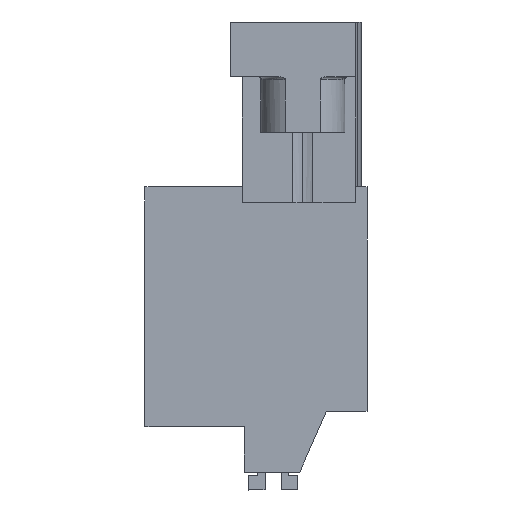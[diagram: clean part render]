
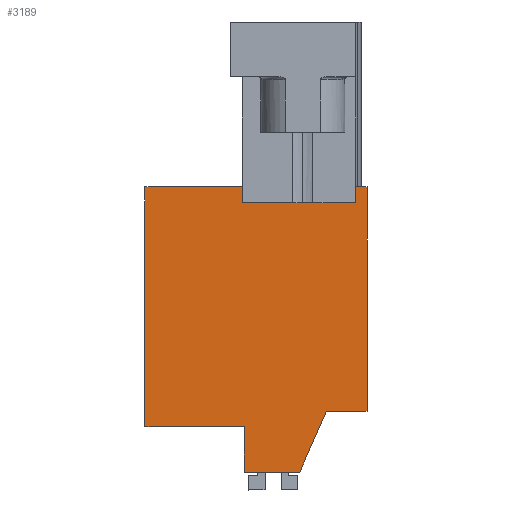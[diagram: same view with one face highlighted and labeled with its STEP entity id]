
A CAD part, left-side view. The second image highlights one B-rep face of the part: STEP entity #3189.
In plain terms, the highlighted planar face has unit normal (-1, 0, 0).
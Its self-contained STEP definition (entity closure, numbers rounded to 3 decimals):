
#3114=AXIS2_PLACEMENT_3D('Plane Axis2P3D',#3111,#3112,#3113) ;
#403=CARTESIAN_POINT('Vertex',(5.,0.,5.043)) ;
#406=CARTESIAN_POINT('Line Origine',(5.,1.3,5.043)) ;
#410=CARTESIAN_POINT('Vertex',(5.,2.6,5.043)) ;
#1191=CARTESIAN_POINT('Vertex',(5.,7.85,4.043)) ;
#1462=CARTESIAN_POINT('Vertex',(5.,7.85,1.143)) ;
#1465=CARTESIAN_POINT('Line Origine',(5.,7.85,2.593)) ;
#2450=CARTESIAN_POINT('Vertex',(5.,0.,19.383)) ;
#2453=CARTESIAN_POINT('Line Origine',(5.,0.,12.213)) ;
#3111=CARTESIAN_POINT('Axis2P3D Location',(5.,6.8,19.383)) ;
#3116=CARTESIAN_POINT('Line Origine',(5.,11.084,19.383)) ;
#3120=CARTESIAN_POINT('Vertex',(5.,7.968,19.383)) ;
#3122=CARTESIAN_POINT('Vertex',(5.,14.2,19.383)) ;
#3125=CARTESIAN_POINT('Line Origine',(5.,14.2,11.713)) ;
#3129=CARTESIAN_POINT('Vertex',(5.,14.2,4.043)) ;
#3132=CARTESIAN_POINT('Line Origine',(5.,11.025,4.043)) ;
#3137=CARTESIAN_POINT('Line Origine',(5.,6.075,1.143)) ;
#3141=CARTESIAN_POINT('Vertex',(5.,4.3,1.143)) ;
#3144=CARTESIAN_POINT('Line Origine',(5.,3.45,3.093)) ;
#3149=CARTESIAN_POINT('Line Origine',(5.,0.361,19.383)) ;
#3153=CARTESIAN_POINT('Vertex',(5.,0.723,19.383)) ;
#3156=CARTESIAN_POINT('Line Origine',(5.,0.723,18.883)) ;
#3160=CARTESIAN_POINT('Vertex',(5.,0.723,18.383)) ;
#3163=CARTESIAN_POINT('Line Origine',(5.,4.345,18.383)) ;
#3167=CARTESIAN_POINT('Vertex',(5.,7.968,18.383)) ;
#3170=CARTESIAN_POINT('Line Origine',(5.,7.968,18.883)) ;
#407=DIRECTION('Vector Direction',(0.,-1.,0.)) ;
#1466=DIRECTION('Vector Direction',(0.,0.,-1.)) ;
#2454=DIRECTION('Vector Direction',(0.,0.,1.)) ;
#3112=DIRECTION('Axis2P3D Direction',(-1.,0.,0.)) ;
#3113=DIRECTION('Axis2P3D XDirection',(0.,1.,0.)) ;
#3117=DIRECTION('Vector Direction',(0.,1.,0.)) ;
#3126=DIRECTION('Vector Direction',(0.,0.,-1.)) ;
#3133=DIRECTION('Vector Direction',(0.,-1.,0.)) ;
#3138=DIRECTION('Vector Direction',(0.,-1.,0.)) ;
#3145=DIRECTION('Vector Direction',(0.,-0.4,0.917)) ;
#3150=DIRECTION('Vector Direction',(0.,1.,0.)) ;
#3157=DIRECTION('Vector Direction',(0.,0.,-1.)) ;
#3164=DIRECTION('Vector Direction',(0.,-1.,0.)) ;
#3171=DIRECTION('Vector Direction',(0.,0.,-1.)) ;
#408=VECTOR('Line Direction',#407,1.) ;
#1467=VECTOR('Line Direction',#1466,1.) ;
#2455=VECTOR('Line Direction',#2454,1.) ;
#3118=VECTOR('Line Direction',#3117,1.) ;
#3127=VECTOR('Line Direction',#3126,1.) ;
#3134=VECTOR('Line Direction',#3133,1.) ;
#3139=VECTOR('Line Direction',#3138,1.) ;
#3146=VECTOR('Line Direction',#3145,1.) ;
#3151=VECTOR('Line Direction',#3150,1.) ;
#3158=VECTOR('Line Direction',#3157,1.) ;
#3165=VECTOR('Line Direction',#3164,1.) ;
#3172=VECTOR('Line Direction',#3171,1.) ;
#3176=ORIENTED_EDGE('',*,*,#3124,.T.) ;
#3177=ORIENTED_EDGE('',*,*,#3131,.T.) ;
#3178=ORIENTED_EDGE('',*,*,#3136,.T.) ;
#3179=ORIENTED_EDGE('',*,*,#1469,.T.) ;
#3180=ORIENTED_EDGE('',*,*,#3143,.T.) ;
#3181=ORIENTED_EDGE('',*,*,#3148,.T.) ;
#3182=ORIENTED_EDGE('',*,*,#412,.T.) ;
#3183=ORIENTED_EDGE('',*,*,#2457,.T.) ;
#3184=ORIENTED_EDGE('',*,*,#3155,.T.) ;
#3185=ORIENTED_EDGE('',*,*,#3162,.T.) ;
#3186=ORIENTED_EDGE('',*,*,#3169,.F.) ;
#3187=ORIENTED_EDGE('',*,*,#3174,.T.) ;
#3189=ADVANCED_FACE('HOUSING',(#3188),#3115,.T.) ;
#412=EDGE_CURVE('',#411,#404,#409,.T.) ;
#1469=EDGE_CURVE('',#1192,#1463,#1468,.T.) ;
#2457=EDGE_CURVE('',#404,#2451,#2456,.T.) ;
#3124=EDGE_CURVE('',#3121,#3123,#3119,.T.) ;
#3131=EDGE_CURVE('',#3123,#3130,#3128,.T.) ;
#3136=EDGE_CURVE('',#3130,#1192,#3135,.T.) ;
#3143=EDGE_CURVE('',#1463,#3142,#3140,.T.) ;
#3148=EDGE_CURVE('',#3142,#411,#3147,.T.) ;
#3155=EDGE_CURVE('',#2451,#3154,#3152,.T.) ;
#3162=EDGE_CURVE('',#3154,#3161,#3159,.T.) ;
#3169=EDGE_CURVE('',#3168,#3161,#3166,.T.) ;
#3174=EDGE_CURVE('',#3168,#3121,#3173,.F.) ;
#3175=EDGE_LOOP('',(#3176,#3177,#3178,#3179,#3180,#3181,#3182,#3183,#3184,#3185,#3186,#3187)) ;
#3188=FACE_OUTER_BOUND('',#3175,.T.) ;
#409=LINE('Line',#406,#408) ;
#1468=LINE('Line',#1465,#1467) ;
#2456=LINE('Line',#2453,#2455) ;
#3119=LINE('Line',#3116,#3118) ;
#3128=LINE('Line',#3125,#3127) ;
#3135=LINE('Line',#3132,#3134) ;
#3140=LINE('Line',#3137,#3139) ;
#3147=LINE('Line',#3144,#3146) ;
#3152=LINE('Line',#3149,#3151) ;
#3159=LINE('Line',#3156,#3158) ;
#3166=LINE('Line',#3163,#3165) ;
#3173=LINE('Line',#3170,#3172) ;
#3115=PLANE('',#3114) ;
#404=VERTEX_POINT('',#403) ;
#411=VERTEX_POINT('',#410) ;
#1192=VERTEX_POINT('',#1191) ;
#1463=VERTEX_POINT('',#1462) ;
#2451=VERTEX_POINT('',#2450) ;
#3121=VERTEX_POINT('',#3120) ;
#3123=VERTEX_POINT('',#3122) ;
#3130=VERTEX_POINT('',#3129) ;
#3142=VERTEX_POINT('',#3141) ;
#3154=VERTEX_POINT('',#3153) ;
#3161=VERTEX_POINT('',#3160) ;
#3168=VERTEX_POINT('',#3167) ;
